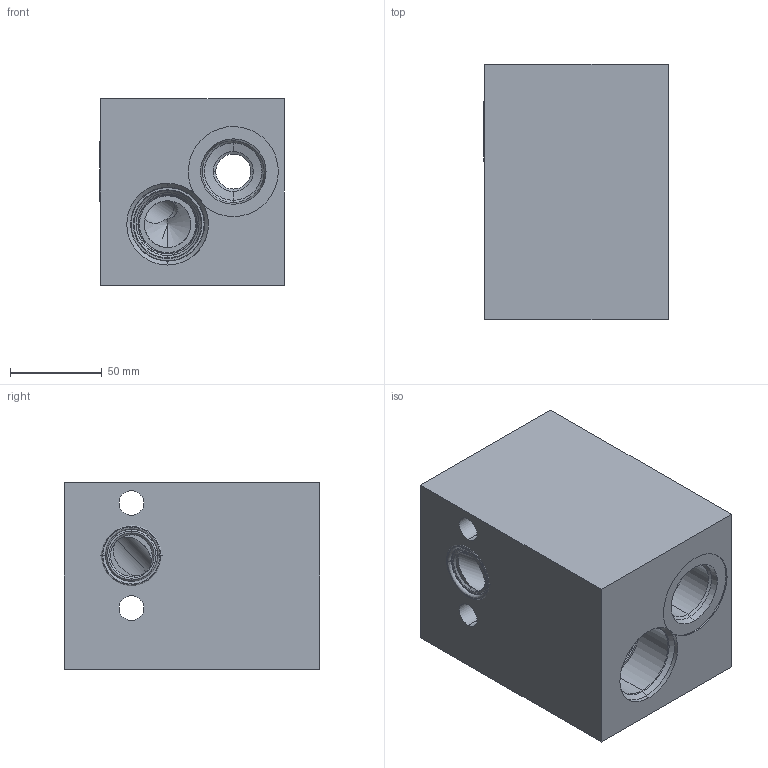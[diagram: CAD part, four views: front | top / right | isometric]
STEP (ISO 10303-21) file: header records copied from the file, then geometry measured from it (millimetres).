
FILE_DESCRIPTION((''),'2;1');
FILE_NAME('YVQ_ASM','2019-07-09T',('ProEService'),(''),'PRO/ENGINEER BY PARAMETRIC TECHNOLOGY CORPORATION, 2014200','PRO/ENGINEER BY PARAMETRIC TECHNOLOGY CORPORATION, 2014200','');
FILE_SCHEMA(('CONFIG_CONTROL_DESIGN'));
Length unit declared in the file: inch
Products named in the file (3): 150-806-001; 500-001-121; YVQ_ASM
Assembly tree (2 placements, depth 2):
  YVQ_ASM
    150-806-001
    500-001-121
Bounding box: 100.48 x 138.91 x 101.6 mm (x, y, z)
Volume: 1101144.3 mm3; surface area: 121907.8 mm2
Topology: 2 solids, 2 shells, 163 faces, 642 edges, 593 vertices
Faces by surface type: cylinder 71, cone 52, plane 17, torus 10, sphere 9, revolution 4
Entity records: 8464 total; most frequent: CARTESIAN_POINT 3299, DIRECTION 1066, ORIENTED_EDGE 824, EDGE_CURVE 412, VECTOR 358, LINE 358, AXIS2_PLACEMENT_3D 352, VERTEX_POINT 253
